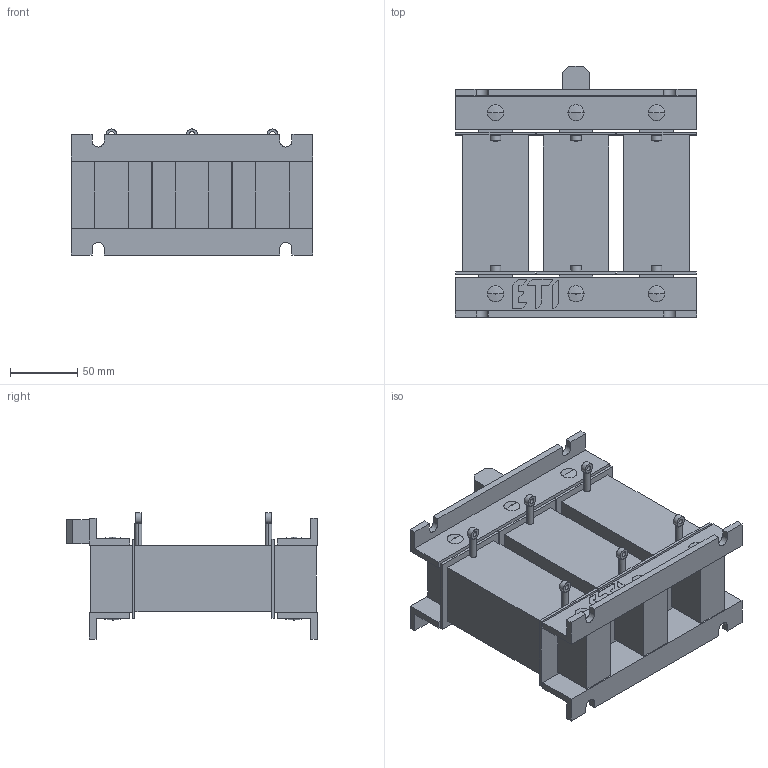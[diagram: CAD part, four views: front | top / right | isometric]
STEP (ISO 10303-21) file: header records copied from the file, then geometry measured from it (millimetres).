
FILE_DESCRIPTION((''),'2;1');
FILE_NAME('ASDAD_ASM','2021-10-28T',('marketing.praksa'),('Audax d.o.o.'),'CREO PARAMETRIC BY PTC INC, 2017480','CREO PARAMETRIC BY PTC INC, 2017480','');
FILE_SCHEMA(('AUTOMOTIVE_DESIGN { 1 0 10303 214 1 1 1 1 }'));
Length unit declared in the file: millimetre
Products named in the file (6): HFL_170X180X90X80X140X9; C; C1; C2; PRT0031; ASDAD_ASM
Assembly tree (5 placements, depth 2):
  ASDAD_ASM
    HFL_170X180X90X80X140X9
    C
    C1
    C2
    PRT0031
Bounding box: 180 x 187 x 94 mm (x, y, z)
Volume: 1177248.4 mm3; surface area: 241276.3 mm2
Topology: 26 solids, 26 shells, 414 faces, 1008 edges, 664 vertices
Faces by surface type: plane 304, cylinder 86, revolution 24
Entity records: 19062 total; most frequent: CARTESIAN_POINT 2473, DIRECTION 2084, ORIENTED_EDGE 2016, PRESENTATION_STYLE_ASSIGNMENT 1472, STYLED_ITEM 1472, CURVE_STYLE 1032, EDGE_CURVE 1008, VECTOR 710
